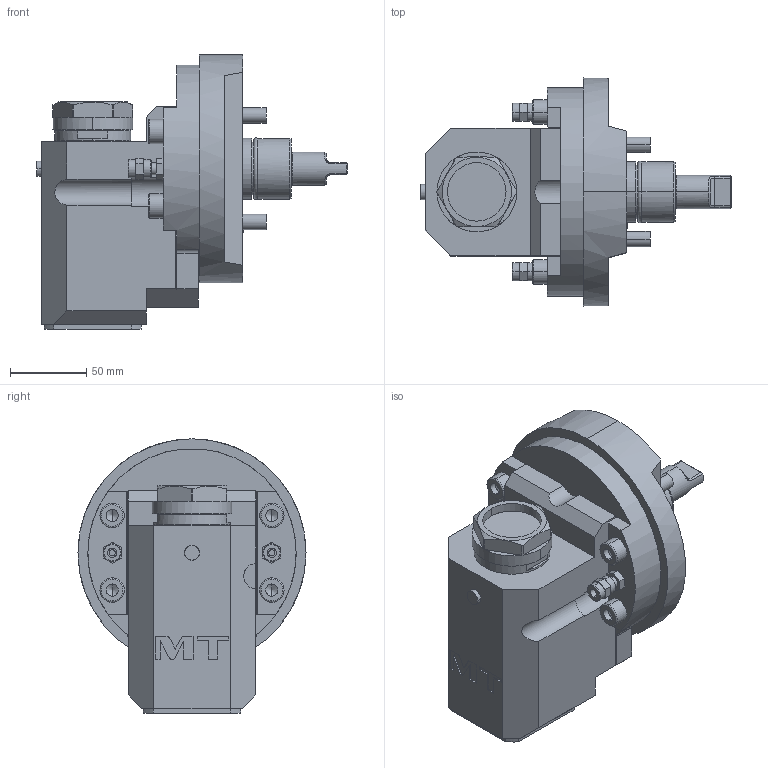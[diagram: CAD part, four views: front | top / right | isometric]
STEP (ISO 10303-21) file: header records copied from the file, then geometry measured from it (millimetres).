
FILE_DESCRIPTION((''),'2;1');
FILE_NAME('MNZ0550100_CONF','2023-02-23T08:54:25',('sterribile'),('M.T. srl'),'CREO PARAMETRIC BY PTC INC, 2021072','CREO PARAMETRIC BY PTC INC, 2021072','');
FILE_SCHEMA(('CONFIG_CONTROL_DESIGN'));
Length unit declared in the file: millimetre
Products named in the file (1): MNZ0550100_CONF
Bounding box: 204.5 x 150 x 180.55 mm (x, y, z)
Volume: 1700747 mm3; surface area: 124358.7 mm2
Topology: 2 solids, 2 shells, 359 faces, 863 edges, 548 vertices
Faces by surface type: plane 190, cylinder 107, cone 32, torus 24, bspline 4, extrusion 2
Entity records: 11124 total; most frequent: CARTESIAN_POINT 2575, DIRECTION 1827, ORIENTED_EDGE 1710, EDGE_CURVE 855, AXIS2_PLACEMENT_3D 659, VERTEX_POINT 548, VECTOR 509, LINE 507
